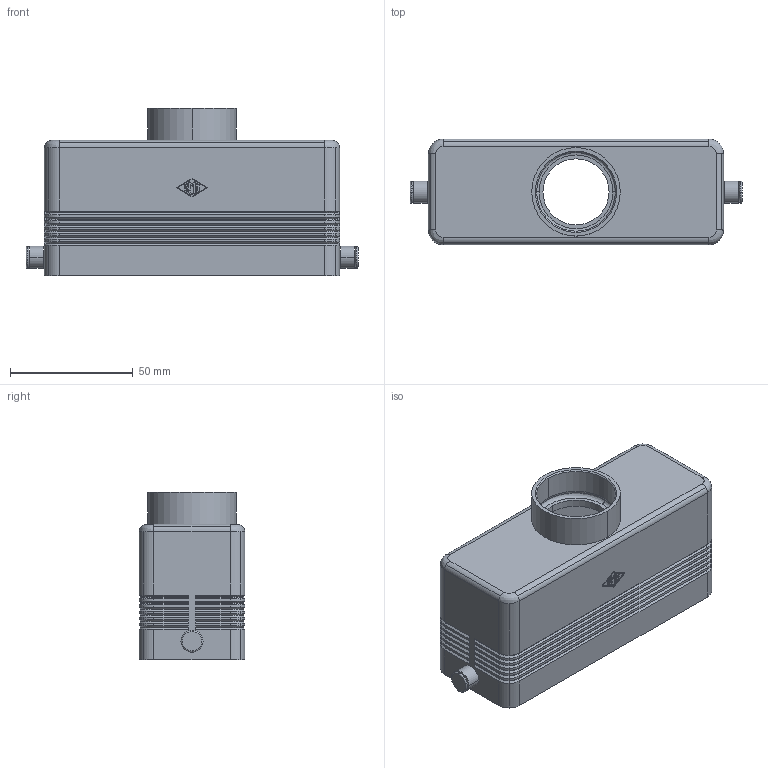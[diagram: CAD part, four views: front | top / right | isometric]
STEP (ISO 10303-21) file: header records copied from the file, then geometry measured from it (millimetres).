
FILE_DESCRIPTION((''),'2;1');
FILE_NAME('MMV 16 L32.stp','2006-12-22T11:56:28',('gembarski'),(''),'Autodesk Inventor 7','Autodesk Inventor 7','');
FILE_SCHEMA(('AUTOMOTIVE_DESIGN { 1 0 10303 214 1 1 1 1 }'));
Length unit declared in the file: millimetre
Products named in the file (1): CH Tüllengehäuse für einen Einsatz Teil 4
Bounding box: 135 x 43 x 68 mm (x, y, z)
Volume: 75889.5 mm3; surface area: 47203.4 mm2
Topology: 1 solids, 1 shells, 496 faces, 1160 edges, 683 vertices
Faces by surface type: plane 183, cylinder 115, cone 98, bspline 96, torus 4
Entity records: 14911 total; most frequent: CARTESIAN_POINT 3714, DIRECTION 2343, ORIENTED_EDGE 2304, EDGE_CURVE 1152, AXIS2_PLACEMENT_3D 790, VECTOR 763, LINE 763, VERTEX_POINT 683
